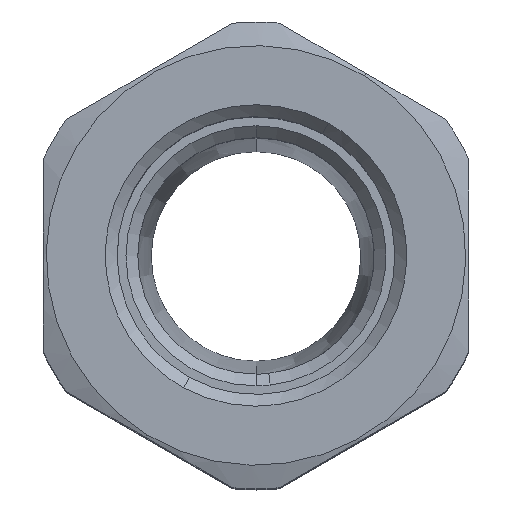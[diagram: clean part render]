
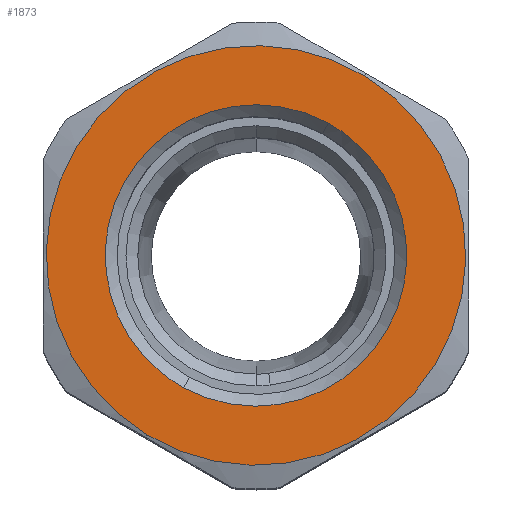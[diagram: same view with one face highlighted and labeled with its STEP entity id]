
A CAD part, top view. The second image highlights one B-rep face of the part: STEP entity #1873.
In plain terms, the highlighted planar face has unit normal (0, 0, 1).
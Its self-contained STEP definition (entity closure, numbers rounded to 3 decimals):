
#1694=AXIS2_PLACEMENT_3D('Circle Axis2P3D',#1692,#1693,$) ;
#1725=AXIS2_PLACEMENT_3D('Circle Axis2P3D',#1723,#1724,$) ;
#1807=AXIS2_PLACEMENT_3D('Plane Axis2P3D',#1804,#1805,#1806) ;
#1689=CARTESIAN_POINT('Vertex',(27.235,34.908,69.75)) ;
#1692=CARTESIAN_POINT('Axis2P3D Location',(18.,19.75,69.75)) ;
#1696=CARTESIAN_POINT('Vertex',(8.765,4.592,69.75)) ;
#1723=CARTESIAN_POINT('Axis2P3D Location',(18.,19.75,69.75)) ;
#1804=CARTESIAN_POINT('Axis2P3D Location',(18.,19.75,69.75)) ;
#1814=CARTESIAN_POINT('Control Point',(24.113,30.939,69.75)) ;
#1815=CARTESIAN_POINT('Control Point',(23.038,31.526,69.75)) ;
#1816=CARTESIAN_POINT('Control Point',(21.893,31.984,69.75)) ;
#1817=CARTESIAN_POINT('Control Point',(20.698,32.302,69.75)) ;
#1818=CARTESIAN_POINT('Control Point',(18.255,32.644,69.75)) ;
#1819=CARTESIAN_POINT('Control Point',(15.801,32.399,69.75)) ;
#1820=CARTESIAN_POINT('Control Point',(14.594,32.129,69.75)) ;
#1821=CARTESIAN_POINT('Control Point',(12.27,31.304,69.75)) ;
#1822=CARTESIAN_POINT('Control Point',(10.207,29.953,69.75)) ;
#1823=CARTESIAN_POINT('Control Point',(9.261,29.156,69.75)) ;
#1824=CARTESIAN_POINT('Control Point',(7.58,27.35,69.75)) ;
#1825=CARTESIAN_POINT('Control Point',(6.375,25.199,69.75)) ;
#1826=CARTESIAN_POINT('Control Point',(5.905,24.055,69.75)) ;
#1827=CARTESIAN_POINT('Control Point',(5.248,21.677,69.75)) ;
#1828=CARTESIAN_POINT('Control Point',(5.173,19.212,69.75)) ;
#1829=CARTESIAN_POINT('Control Point',(5.284,17.981,69.75)) ;
#1830=CARTESIAN_POINT('Control Point',(5.8,15.569,69.75)) ;
#1831=CARTESIAN_POINT('Control Point',(6.872,13.347,69.75)) ;
#1832=CARTESIAN_POINT('Control Point',(7.539,12.306,69.75)) ;
#1833=CARTESIAN_POINT('Control Point',(8.751,10.84,69.75)) ;
#1834=CARTESIAN_POINT('Control Point',(10.204,9.628,69.75)) ;
#1835=CARTESIAN_POINT('Control Point',(10.743,9.235,69.75)) ;
#1836=CARTESIAN_POINT('Control Point',(11.305,8.879,69.75)) ;
#1837=CARTESIAN_POINT('Control Point',(11.887,8.561,69.75)) ;
#1838=CARTESIAN_POINT('Vertex',(11.887,8.561,69.75)) ;
#1840=CARTESIAN_POINT('Vertex',(24.113,30.939,69.75)) ;
#1844=CARTESIAN_POINT('Control Point',(11.887,8.561,69.75)) ;
#1845=CARTESIAN_POINT('Control Point',(12.962,7.974,69.75)) ;
#1846=CARTESIAN_POINT('Control Point',(14.107,7.516,69.75)) ;
#1847=CARTESIAN_POINT('Control Point',(15.302,7.198,69.75)) ;
#1848=CARTESIAN_POINT('Control Point',(17.745,6.856,69.75)) ;
#1849=CARTESIAN_POINT('Control Point',(20.199,7.101,69.75)) ;
#1850=CARTESIAN_POINT('Control Point',(21.406,7.371,69.75)) ;
#1851=CARTESIAN_POINT('Control Point',(23.73,8.196,69.75)) ;
#1852=CARTESIAN_POINT('Control Point',(25.793,9.547,69.75)) ;
#1853=CARTESIAN_POINT('Control Point',(26.739,10.344,69.75)) ;
#1854=CARTESIAN_POINT('Control Point',(28.42,12.15,69.75)) ;
#1855=CARTESIAN_POINT('Control Point',(29.625,14.301,69.75)) ;
#1856=CARTESIAN_POINT('Control Point',(30.095,15.445,69.75)) ;
#1857=CARTESIAN_POINT('Control Point',(30.752,17.823,69.75)) ;
#1858=CARTESIAN_POINT('Control Point',(30.827,20.288,69.75)) ;
#1859=CARTESIAN_POINT('Control Point',(30.716,21.519,69.75)) ;
#1860=CARTESIAN_POINT('Control Point',(30.2,23.931,69.75)) ;
#1861=CARTESIAN_POINT('Control Point',(29.128,26.153,69.75)) ;
#1862=CARTESIAN_POINT('Control Point',(28.461,27.194,69.75)) ;
#1863=CARTESIAN_POINT('Control Point',(27.249,28.66,69.75)) ;
#1864=CARTESIAN_POINT('Control Point',(25.796,29.872,69.75)) ;
#1865=CARTESIAN_POINT('Control Point',(25.257,30.265,69.75)) ;
#1866=CARTESIAN_POINT('Control Point',(24.695,30.621,69.75)) ;
#1867=CARTESIAN_POINT('Control Point',(24.113,30.939,69.75)) ;
#1693=DIRECTION('Axis2P3D Direction',(0.,0.,-1.)) ;
#1724=DIRECTION('Axis2P3D Direction',(0.,0.,-1.)) ;
#1805=DIRECTION('Axis2P3D Direction',(0.,0.,-1.)) ;
#1806=DIRECTION('Axis2P3D XDirection',(0.,1.,0.)) ;
#1810=ORIENTED_EDGE('',*,*,#1727,.T.) ;
#1811=ORIENTED_EDGE('',*,*,#1698,.T.) ;
#1870=ORIENTED_EDGE('',*,*,#1842,.T.) ;
#1871=ORIENTED_EDGE('',*,*,#1868,.T.) ;
#1872=FACE_BOUND('',#1869,.T.) ;
#1873=ADVANCED_FACE('Part1.1\\Koerper.2',(#1812,#1872),#1808,.F.) ;
#1813=B_SPLINE_CURVE_WITH_KNOTS('',5,(#1814,#1815,#1816,#1817,#1818,#1819,#1820,#1821,#1822,#1823,#1824,#1825,#1826,#1827,#1828,#1829,#1830,#1831,#1832,#1833,#1834,#1835,#1836,#1837),.UNSPECIFIED.,.F.,.U.,(6,3,3,3,3,3,3,6),(0.,8.658,17.317,25.975,34.634,43.292,51.951,56.646),.UNSPECIFIED.) ;
#1843=B_SPLINE_CURVE_WITH_KNOTS('',5,(#1844,#1845,#1846,#1847,#1848,#1849,#1850,#1851,#1852,#1853,#1854,#1855,#1856,#1857,#1858,#1859,#1860,#1861,#1862,#1863,#1864,#1865,#1866,#1867),.UNSPECIFIED.,.F.,.U.,(6,3,3,3,3,3,3,6),(0.,8.658,17.317,25.975,34.634,43.292,51.951,56.646),.UNSPECIFIED.) ;
#1695=CIRCLE('generated circle',#1694,17.75) ;
#1726=CIRCLE('generated circle',#1725,17.75) ;
#1698=EDGE_CURVE('',#1697,#1690,#1695,.F.) ;
#1727=EDGE_CURVE('',#1690,#1697,#1726,.F.) ;
#1842=EDGE_CURVE('',#1839,#1841,#1813,.F.) ;
#1868=EDGE_CURVE('',#1841,#1839,#1843,.F.) ;
#1809=EDGE_LOOP('',(#1810,#1811)) ;
#1869=EDGE_LOOP('',(#1870,#1871)) ;
#1812=FACE_OUTER_BOUND('',#1809,.T.) ;
#1808=PLANE('',#1807) ;
#1690=VERTEX_POINT('',#1689) ;
#1697=VERTEX_POINT('',#1696) ;
#1839=VERTEX_POINT('',#1838) ;
#1841=VERTEX_POINT('',#1840) ;
